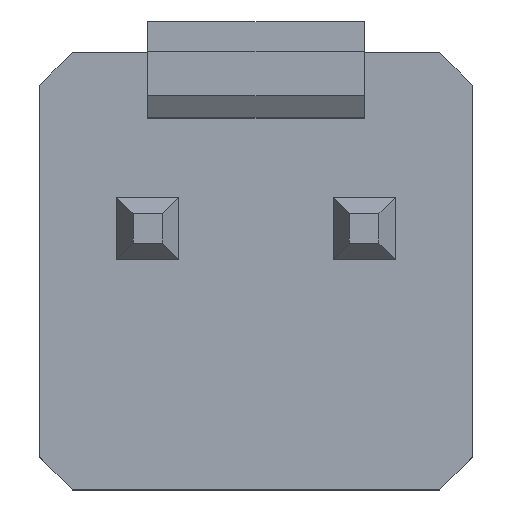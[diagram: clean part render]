
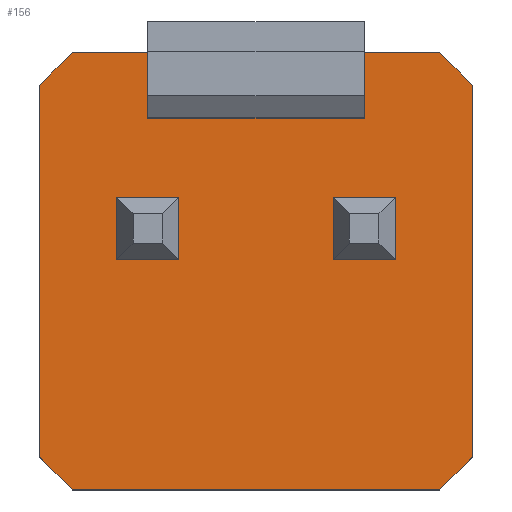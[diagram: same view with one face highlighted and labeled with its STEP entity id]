
A CAD part, top view. The second image highlights one B-rep face of the part: STEP entity #156.
In plain terms, the highlighted planar face has unit normal (0, 0, 1).
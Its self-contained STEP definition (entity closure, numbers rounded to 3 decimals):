
#16 = LINE ( 'NONE', #365, #258 ) ;
#36 = ORIENTED_EDGE ( 'NONE', *, *, #945, .T. ) ;
#72 = CARTESIAN_POINT ( 'NONE',  ( 3.96, 3.23, 3.2 ) ) ;
#75 = VERTEX_POINT ( 'NONE', #702 ) ;
#83 = DIRECTION ( 'NONE',  ( -0.707, -0.707, 0. ) ) ;
#104 = ORIENTED_EDGE ( 'NONE', *, *, #1295, .T. ) ;
#115 = VERTEX_POINT ( 'NONE', #242 ) ;
#123 = DIRECTION ( 'NONE',  ( 0.707, -0.707, 0. ) ) ;
#125 = ORIENTED_EDGE ( 'NONE', *, *, #1168, .T. ) ;
#156 = ADVANCED_FACE ( 'NONE', ( #837 ), #1423, .T. ) ;
#160 = CARTESIAN_POINT ( 'NONE',  ( 5.34, 3.23, 3.2 ) ) ;
#163 = CARTESIAN_POINT ( 'NONE',  ( 5.055, -5.055, 3.2 ) ) ;
#165 = VECTOR ( 'NONE', #83, 1000. ) ;
#172 = ORIENTED_EDGE ( 'NONE', *, *, #262, .T. ) ;
#186 = EDGE_LOOP ( 'NONE', ( #172, #968, #542, #1303, #789, #713, #231, #125, #36, #1038, #275, #104 ) ) ;
#212 = CARTESIAN_POINT ( 'NONE',  ( 3.96, 2.03, 3.2 ) ) ;
#225 = EDGE_CURVE ( 'NONE', #75, #115, #416, .T. ) ;
#231 = ORIENTED_EDGE ( 'NONE', *, *, #225, .T. ) ;
#242 = CARTESIAN_POINT ( 'NONE',  ( 5.94, 2.63, 3.2 ) ) ;
#243 = VERTEX_POINT ( 'NONE', #969 ) ;
#258 = VECTOR ( 'NONE', #843, 1000. ) ;
#262 = EDGE_CURVE ( 'NONE', #273, #622, #1343, .T. ) ;
#273 = VERTEX_POINT ( 'NONE', #645 ) ;
#275 = ORIENTED_EDGE ( 'NONE', *, *, #1243, .T. ) ;
#277 = LINE ( 'NONE', #163, #869 ) ;
#296 = LINE ( 'NONE', #1228, #1144 ) ;
#357 = VERTEX_POINT ( 'NONE', #72 ) ;
#359 = VECTOR ( 'NONE', #446, 1000. ) ;
#365 = CARTESIAN_POINT ( 'NONE',  ( -1.98, 3.23, 3.2 ) ) ;
#374 = DIRECTION ( 'NONE',  ( 0., 0., 1. ) ) ;
#383 = CARTESIAN_POINT ( 'NONE',  ( 5.94, 3.23, 3.2 ) ) ;
#410 = CARTESIAN_POINT ( 'NONE',  ( -2.305, 2.305, 3.2 ) ) ;
#414 = CARTESIAN_POINT ( 'NONE',  ( 0., 2.03, 3.2 ) ) ;
#416 = LINE ( 'NONE', #383, #417 ) ;
#417 = VECTOR ( 'NONE', #864, 1000. ) ;
#431 = VECTOR ( 'NONE', #1153, 1000. ) ;
#446 = DIRECTION ( 'NONE',  ( -0.707, 0.707, 0. ) ) ;
#501 = LINE ( 'NONE', #748, #1400 ) ;
#534 = EDGE_CURVE ( 'NONE', #650, #1181, #923, .T. ) ;
#542 = ORIENTED_EDGE ( 'NONE', *, *, #1461, .T. ) ;
#556 = VECTOR ( 'NONE', #1182, 1000. ) ;
#567 = LINE ( 'NONE', #1051, #676 ) ;
#596 = CARTESIAN_POINT ( 'NONE',  ( 0., 0., 3.2 ) ) ;
#597 = EDGE_CURVE ( 'NONE', #1181, #1165, #501, .T. ) ;
#621 = LINE ( 'NONE', #1329, #556 ) ;
#622 = VERTEX_POINT ( 'NONE', #736 ) ;
#645 = CARTESIAN_POINT ( 'NONE',  ( 0., 3.23, 3.2 ) ) ;
#649 = DIRECTION ( 'NONE',  ( 0., -1., 0. ) ) ;
#650 = VERTEX_POINT ( 'NONE', #890 ) ;
#663 = CARTESIAN_POINT ( 'NONE',  ( -1.98, 2.63, 3.2 ) ) ;
#676 = VECTOR ( 'NONE', #1516, 1000. ) ;
#702 = CARTESIAN_POINT ( 'NONE',  ( 5.94, -4.17, 3.2 ) ) ;
#713 = ORIENTED_EDGE ( 'NONE', *, *, #851, .T. ) ;
#736 = CARTESIAN_POINT ( 'NONE',  ( -1.38, 3.23, 3.2 ) ) ;
#748 = CARTESIAN_POINT ( 'NONE',  ( -1.98, -4.77, 3.2 ) ) ;
#789 = ORIENTED_EDGE ( 'NONE', *, *, #597, .T. ) ;
#800 = LINE ( 'NONE', #1031, #359 ) ;
#824 = DIRECTION ( 'NONE',  ( 1., 0., 0. ) ) ;
#837 = FACE_OUTER_BOUND ( 'NONE', #186, .T. ) ;
#843 = DIRECTION ( 'NONE',  ( -1., 0., 0. ) ) ;
#851 = EDGE_CURVE ( 'NONE', #1165, #75, #277, .T. ) ;
#864 = DIRECTION ( 'NONE',  ( 0., 1., 0. ) ) ;
#869 = VECTOR ( 'NONE', #1104, 1000. ) ;
#890 = CARTESIAN_POINT ( 'NONE',  ( -1.98, -4.17, 3.2 ) ) ;
#913 = LINE ( 'NONE', #212, #431 ) ;
#922 = CARTESIAN_POINT ( 'NONE',  ( -1.38, -4.77, 3.2 ) ) ;
#923 = LINE ( 'NONE', #1064, #1318 ) ;
#945 = EDGE_CURVE ( 'NONE', #1014, #357, #16, .T. ) ;
#968 = ORIENTED_EDGE ( 'NONE', *, *, #1448, .T. ) ;
#969 = CARTESIAN_POINT ( 'NONE',  ( 3.96, 2.03, 3.2 ) ) ;
#1002 = DIRECTION ( 'NONE',  ( 1., 0., 0. ) ) ;
#1014 = VERTEX_POINT ( 'NONE', #160 ) ;
#1031 = CARTESIAN_POINT ( 'NONE',  ( 4.285, 4.285, 3.2 ) ) ;
#1038 = ORIENTED_EDGE ( 'NONE', *, *, #1133, .F. ) ;
#1051 = CARTESIAN_POINT ( 'NONE',  ( 3.96, 2.03, 3.2 ) ) ;
#1060 = VERTEX_POINT ( 'NONE', #414 ) ;
#1064 = CARTESIAN_POINT ( 'NONE',  ( -3.075, -3.075, 3.2 ) ) ;
#1104 = DIRECTION ( 'NONE',  ( 0.707, 0.707, 0. ) ) ;
#1130 = VERTEX_POINT ( 'NONE', #663 ) ;
#1132 = LINE ( 'NONE', #410, #165 ) ;
#1133 = EDGE_CURVE ( 'NONE', #243, #357, #913, .T. ) ;
#1144 = VECTOR ( 'NONE', #649, 1000. ) ;
#1153 = DIRECTION ( 'NONE',  ( 0., 1., 0. ) ) ;
#1165 = VERTEX_POINT ( 'NONE', #1392 ) ;
#1168 = EDGE_CURVE ( 'NONE', #115, #1014, #800, .T. ) ;
#1173 = VECTOR ( 'NONE', #1445, 1000. ) ;
#1181 = VERTEX_POINT ( 'NONE', #922 ) ;
#1182 = DIRECTION ( 'NONE',  ( 0., 1., 0. ) ) ;
#1199 = AXIS2_PLACEMENT_3D ( 'NONE', #596, #374, #824 ) ;
#1228 = CARTESIAN_POINT ( 'NONE',  ( -1.98, 3.23, 3.2 ) ) ;
#1243 = EDGE_CURVE ( 'NONE', #243, #1060, #567, .T. ) ;
#1295 = EDGE_CURVE ( 'NONE', #1060, #273, #621, .T. ) ;
#1303 = ORIENTED_EDGE ( 'NONE', *, *, #534, .T. ) ;
#1318 = VECTOR ( 'NONE', #123, 1000. ) ;
#1329 = CARTESIAN_POINT ( 'NONE',  ( 0., 2.03, 3.2 ) ) ;
#1343 = LINE ( 'NONE', #1430, #1173 ) ;
#1392 = CARTESIAN_POINT ( 'NONE',  ( 5.34, -4.77, 3.2 ) ) ;
#1400 = VECTOR ( 'NONE', #1002, 1000. ) ;
#1423 = PLANE ( 'NONE',  #1199 ) ;
#1430 = CARTESIAN_POINT ( 'NONE',  ( -1.98, 3.23, 3.2 ) ) ;
#1445 = DIRECTION ( 'NONE',  ( -1., 0., 0. ) ) ;
#1448 = EDGE_CURVE ( 'NONE', #622, #1130, #1132, .T. ) ;
#1461 = EDGE_CURVE ( 'NONE', #1130, #650, #296, .T. ) ;
#1516 = DIRECTION ( 'NONE',  ( -1., 0., 0. ) ) ;
